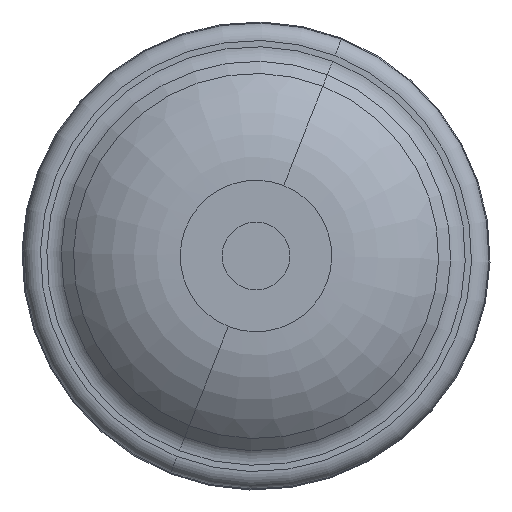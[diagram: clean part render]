
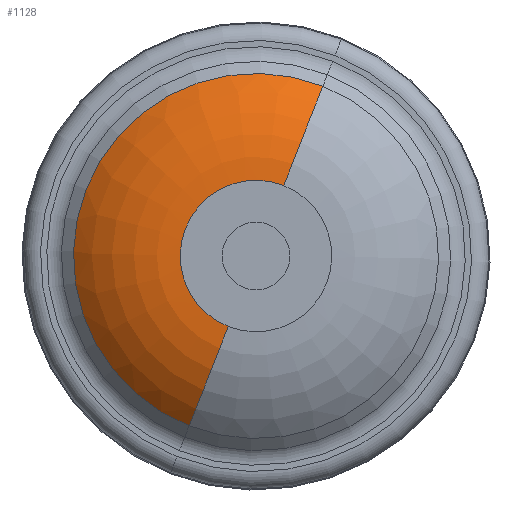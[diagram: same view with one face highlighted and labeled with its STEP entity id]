
A CAD part, left-side view. The second image highlights one B-rep face of the part: STEP entity #1128.
In plain terms, the highlighted toroidal (fillet/blend) face has major radius 10.84 mm and minor radius 22 mm.
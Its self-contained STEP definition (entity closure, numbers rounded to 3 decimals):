
#6 = AXIS2_PLACEMENT_3D ( 'NONE', #633, #721, #448 ) ;
#38 = CIRCLE ( 'NONE', #433, 26.123 ) ;
#76 = CIRCLE ( 'NONE', #281, 22. ) ;
#134 = CARTESIAN_POINT ( 'NONE',  ( -32.825, -9.564, 24.309 ) ) ;
#163 = AXIS2_PLACEMENT_3D ( 'NONE', #696, #1130, #402 ) ;
#196 = CARTESIAN_POINT ( 'NONE',  ( -39., -3.969, 10.088 ) ) ;
#263 = VERTEX_POINT ( 'NONE', #134 ) ;
#281 = AXIS2_PLACEMENT_3D ( 'NONE', #286, #364, #466 ) ;
#286 = CARTESIAN_POINT ( 'NONE',  ( -17., 3.969, -10.088 ) ) ;
#300 = ORIENTED_EDGE ( 'NONE', *, *, #403, .T. ) ;
#337 = ORIENTED_EDGE ( 'NONE', *, *, #592, .F. ) ;
#364 = DIRECTION ( 'NONE',  ( 0., -0.931, -0.366 ) ) ;
#373 = DIRECTION ( 'NONE',  ( 1., 0., 0. ) ) ;
#402 = DIRECTION ( 'NONE',  ( 0., 0.366, -0.931 ) ) ;
#403 = EDGE_CURVE ( 'NONE', #998, #975, #736, .T. ) ;
#411 = AXIS2_PLACEMENT_3D ( 'NONE', #678, #465, #1113 ) ;
#433 = AXIS2_PLACEMENT_3D ( 'NONE', #1095, #373, #820 ) ;
#448 = DIRECTION ( 'NONE',  ( 0., 0.366, -0.931 ) ) ;
#465 = DIRECTION ( 'NONE',  ( 0., 0.931, 0.366 ) ) ;
#466 = DIRECTION ( 'NONE',  ( 0., 0.366, -0.931 ) ) ;
#472 = TOROIDAL_SURFACE ( 'NONE', #163, 10.84, 22. ) ;
#498 = ORIENTED_EDGE ( 'NONE', *, *, #604, .F. ) ;
#592 = EDGE_CURVE ( 'NONE', #998, #597, #76, .T. ) ;
#597 = VERTEX_POINT ( 'NONE', #1011 ) ;
#604 = EDGE_CURVE ( 'NONE', #597, #263, #38, .T. ) ;
#633 = CARTESIAN_POINT ( 'NONE',  ( -39., 0., 0. ) ) ;
#678 = CARTESIAN_POINT ( 'NONE',  ( -17., -3.969, 10.088 ) ) ;
#696 = CARTESIAN_POINT ( 'NONE',  ( -17., 0., 0. ) ) ;
#721 = DIRECTION ( 'NONE',  ( 1., 0., 0. ) ) ;
#736 = CIRCLE ( 'NONE', #6, 10.84 ) ;
#820 = DIRECTION ( 'NONE',  ( 0., 0.366, -0.931 ) ) ;
#855 = EDGE_LOOP ( 'NONE', ( #300, #894, #498, #337 ) ) ;
#894 = ORIENTED_EDGE ( 'NONE', *, *, #1053, .T. ) ;
#975 = VERTEX_POINT ( 'NONE', #196 ) ;
#998 = VERTEX_POINT ( 'NONE', #1005 ) ;
#1005 = CARTESIAN_POINT ( 'NONE',  ( -39., 3.969, -10.088 ) ) ;
#1011 = CARTESIAN_POINT ( 'NONE',  ( -32.825, 9.564, -24.309 ) ) ;
#1039 = FACE_OUTER_BOUND ( 'NONE', #855, .T. ) ;
#1053 = EDGE_CURVE ( 'NONE', #975, #263, #1110, .T. ) ;
#1095 = CARTESIAN_POINT ( 'NONE',  ( -32.825, 0., 0. ) ) ;
#1110 = CIRCLE ( 'NONE', #411, 22. ) ;
#1113 = DIRECTION ( 'NONE',  ( 0., -0.366, 0.931 ) ) ;
#1128 = ADVANCED_FACE ( 'NONE', ( #1039 ), #472, .T. ) ;
#1130 = DIRECTION ( 'NONE',  ( 1., 0., 0. ) ) ;
